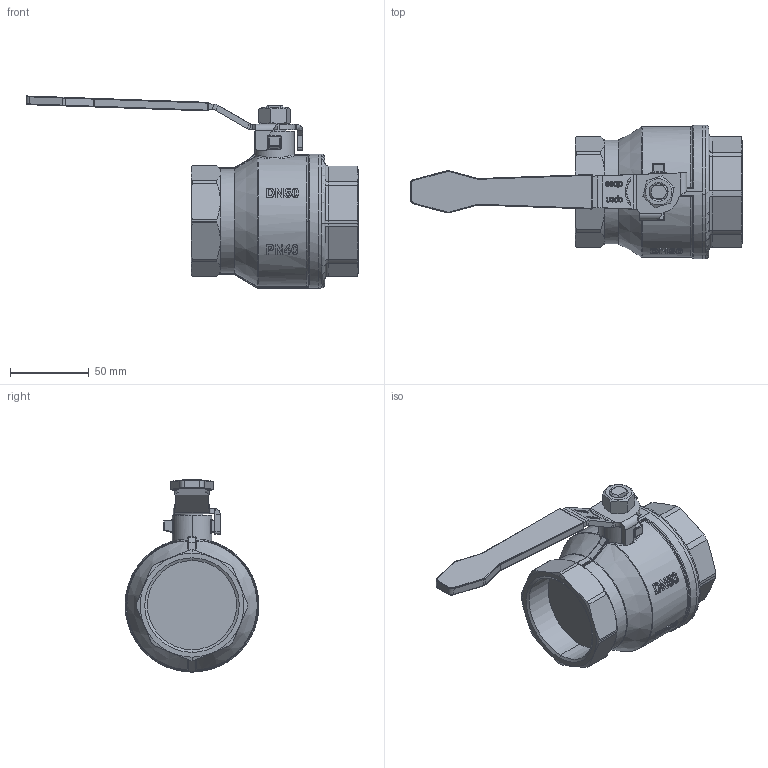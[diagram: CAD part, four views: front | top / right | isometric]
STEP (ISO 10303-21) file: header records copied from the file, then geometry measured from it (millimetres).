
FILE_DESCRIPTION(('HOOPS Exchange Step'),'2;1');
FILE_NAME('GK0100_DN50.stp','2025-05-20T16:31:03+02:00',('nieru'),('Unknown organisation'),'HOOPS Exchange 2024.2','HOOPS Exchange','Unknown authorisation');
FILE_SCHEMA( ('AP203_CONFIGURATION_CONTROLLED_3D_DESIGN_OF_MECHANICAL_PARTS_AND_ASSEMBLIES_MIM_LF') );
Length unit declared in the file: millimetre
Products named in the file (2): 0; root
Assembly tree (1 placements, depth 2):
  root
    0
Bounding box: 210.9 x 85 x 122 mm (x, y, z)
Volume: 411003.6 mm3; surface area: 53158.5 mm2
Topology: 1 solids, 1 shells, 858 faces, 2210 edges, 1361 vertices
Faces by surface type: bspline 264, cylinder 231, plane 229, torus 62, cone 49, sphere 23
Entity records: 55142 total; most frequent: CARTESIAN_POINT 37786, ORIENTED_EDGE 4344, EDGE_CURVE 2172, DIRECTION 2165, VERTEX_POINT 1361, B_SPLINE_CURVE_WITH_KNOTS 1232, EDGE_LOOP 903, FACE_BOUND 903
